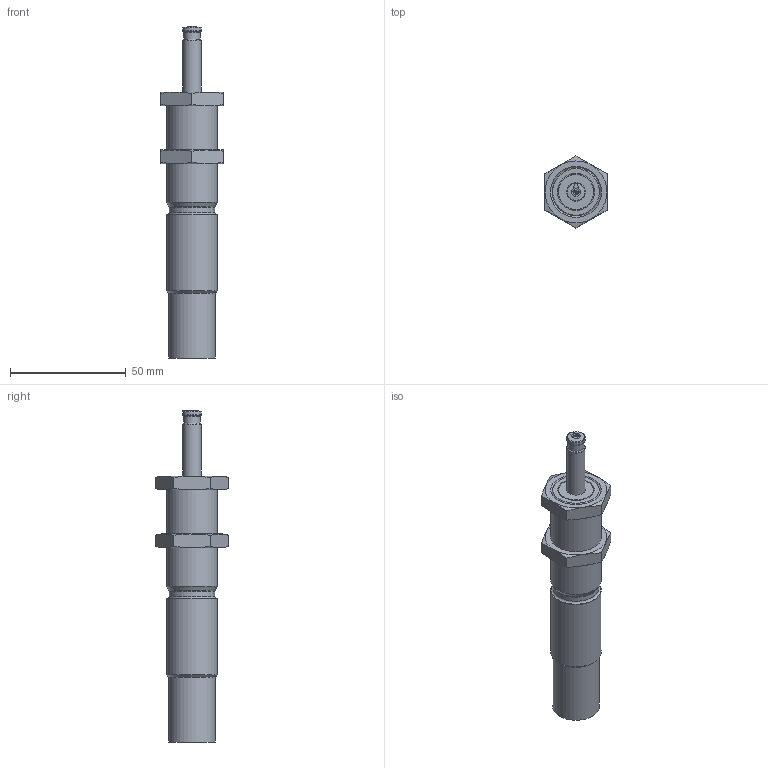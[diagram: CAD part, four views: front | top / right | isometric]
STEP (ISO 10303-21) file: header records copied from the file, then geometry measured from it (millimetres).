
FILE_DESCRIPTION(/* description */ ('STEP AP214'),/* implementation_level */ '2;1');
FILE_NAME(/* name */ '1138645_DYSR-16-20-Y5-T',/* time_stamp */ '2024-08-23T16:19:45+02:00',/* author */ ('License CC BY-ND 4.0'),/* organization */ ('CADENAS'),/* preprocessor_version */ 'ST-DEVELOPER v19.3',/* originating_system */ 'PARTsolutions',/* authorisation */ ' ');
FILE_SCHEMA (('AUTOMOTIVE_DESIGN {1 0 10303 214 3 1 1}'));
Length unit declared in the file: millimetre
Products named in the file (3): 1138645 DYSR-16-20-Y5-T---(20); 1138645 DYSR-16-20-Y5-Tp---(20); 337143 VAL-1/8-10 M22X1.5-6-27
Assembly tree (3 placements, depth 2):
  1138645 DYSR-16-20-Y5-T---(20)
    1138645 DYSR-16-20-Y5-Tp---(20)
    337143 VAL-1/8-10 M22X1.5-6-27  x2
Bounding box: 27 x 31.18 x 143.56 mm (x, y, z)
Volume: 44447 mm3; surface area: 12859.1 mm2
Topology: 3 solids, 3 shells, 75 faces, 167 edges, 104 vertices
Faces by surface type: plane 35, cone 20, cylinder 14, torus 6
Full cylindrical faces by diameter (mm): 5 x1, 7 x1, 8 x2, 15.1 x1, 16 x2, 16.5 x1, 19.7 x1, 20 x1, 20.376 x2, 22 x2
Entity records: 1615 total; most frequent: CARTESIAN_POINT 318, DIRECTION 262, ORIENTED_EDGE 202, AXIS2_PLACEMENT_3D 113, EDGE_CURVE 101, FACE_BOUND 100, EDGE_LOOP 98, VERTEX_POINT 79
